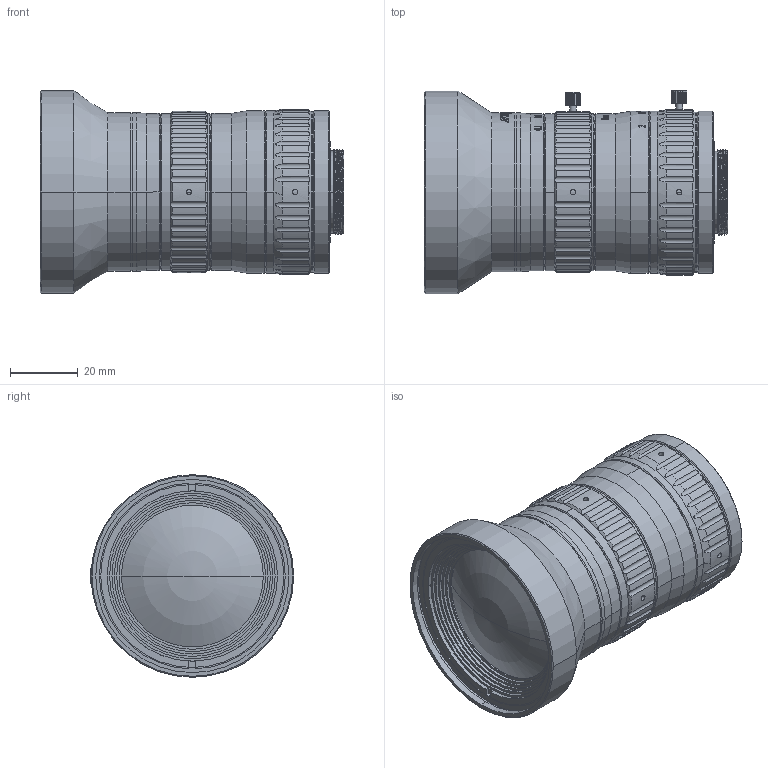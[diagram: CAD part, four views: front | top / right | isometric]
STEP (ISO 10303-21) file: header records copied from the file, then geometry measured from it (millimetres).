
FILE_DESCRIPTION((''),'2;1');
FILE_NAME('FAL0011-0D_ASM','2018-08-21T',('H000654'),(''),'PRO/ENGINEER BY PARAMETRIC TECHNOLOGY CORPORATION, 2013230','PRO/ENGINEER BY PARAMETRIC TECHNOLOGY CORPORATION, 2013230','');
FILE_SCHEMA(('CONFIG_CONTROL_DESIGN'));
Length unit declared in the file: millimetre
Products named in the file (13): FAL0011-0D-101; FAL0011-0D-102; FAL0011-0D-103; FAL0007-0D-103; FAL0007-0D-G01; FAL0007-0D-G13; FAL0011-0D-104; FAL0011-0D-105; FAL0011-0D-106; FAL0011-0D-107; FAL0011-0D-108; P6662W02; FAL0011-0D_ASM
Assembly tree (13 placements, depth 2):
  FAL0011-0D_ASM
    FAL0011-0D-101
    FAL0011-0D-102
    FAL0011-0D-103
    FAL0007-0D-103
    FAL0007-0D-G01
    FAL0007-0D-G13
    FAL0011-0D-104
    FAL0011-0D-105
    FAL0011-0D-106
    FAL0011-0D-107
    FAL0011-0D-108
    P6662W02  x2
Bounding box: 89.89 x 60.2 x 60 mm (x, y, z)
Volume: 97630.6 mm3; surface area: 83135.6 mm2
Topology: 13 solids, 13 shells, 2581 faces, 7173 edges, 4747 vertices
Faces by surface type: bspline 1285, plane 653, cylinder 555, cone 80, sphere 8
Entity records: 111920 total; most frequent: CARTESIAN_POINT 53553, ORIENTED_EDGE 13970, DIRECTION 8732, EDGE_CURVE 6985, VERTEX_POINT 4629, VECTOR 3854, LINE 3854, EDGE_LOOP 2746
